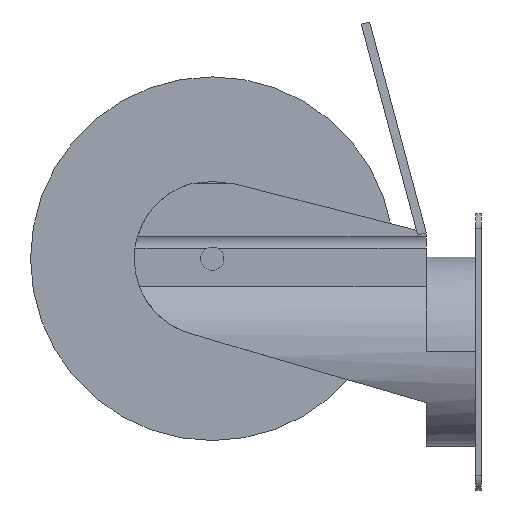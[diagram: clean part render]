
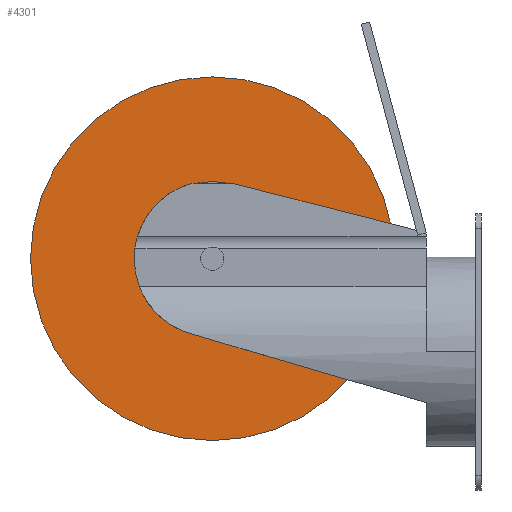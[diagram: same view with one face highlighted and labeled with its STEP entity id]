
A CAD part, left-side view. The second image highlights one B-rep face of the part: STEP entity #4301.
In plain terms, the highlighted planar face has unit normal (-1, 0, 0).
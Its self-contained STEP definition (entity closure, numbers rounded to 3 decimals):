
#3912=CARTESIAN_POINT('',(-18.5,0.,0.));
#3913=DIRECTION('',(-1.,0.,0.));
#3914=DIRECTION('',(0.,0.,-1.));
#3915=AXIS2_PLACEMENT_3D('',#3912,#3913,#3914);
#3920=CARTESIAN_POINT('',(-18.5,0.,0.));
#3921=DIRECTION('',(1.,0.,0.));
#3922=DIRECTION('',(0.,0.,-1.));
#3923=AXIS2_PLACEMENT_3D('',#3920,#3921,#3922);
#3928=CARTESIAN_POINT('',(-18.5,0.,0.));
#3929=DIRECTION('',(1.,0.,0.));
#3930=DIRECTION('',(0.,0.,-1.));
#3931=AXIS2_PLACEMENT_3D('',#3928,#3929,#3930);
#3950=CARTESIAN_POINT('',(-18.5,0.,0.));
#3951=DIRECTION('',(-1.,0.,0.));
#3952=DIRECTION('',(0.,0.,-1.));
#3953=AXIS2_PLACEMENT_3D('',#3950,#3951,#3952);
#4105=CARTESIAN_POINT('',(-18.5,0.,-62.5));
#4107=VERTEX_POINT('',#4105);
#4108=CARTESIAN_POINT('',(-18.5,0.,-26.5));
#4110=VERTEX_POINT('',#4108);
#4125=CARTESIAN_POINT('',(-18.5,0.,62.5));
#4127=VERTEX_POINT('',#4125);
#4128=CARTESIAN_POINT('',(-18.5,0.,26.5));
#4130=VERTEX_POINT('',#4128);
#4286=CARTESIAN_POINT('',(-18.5,0.,0.));
#4287=DIRECTION('',(1.,0.,0.));
#4288=DIRECTION('',(0.,0.,1.));
#4289=AXIS2_PLACEMENT_3D('',#4286,#4287,#4288);
#4290=PLANE('',#4289);
#4291=ORIENTED_EDGE('',*,*,#4279,.F.);
#4292=ORIENTED_EDGE('',*,*,#4268,.T.);
#4293=EDGE_LOOP('',(#4291,#4292));
#4294=FACE_OUTER_BOUND('',#4293,.F.);
#4296=ORIENTED_EDGE('',*,*,#4295,.F.);
#4298=ORIENTED_EDGE('',*,*,#4297,.T.);
#4299=EDGE_LOOP('',(#4296,#4298));
#4300=FACE_BOUND('',#4299,.F.);
#3916=CIRCLE('',#3915,62.5);
#3924=CIRCLE('',#3923,62.5);
#3932=CIRCLE('',#3931,26.5);
#3954=CIRCLE('',#3953,26.5);
#4268=EDGE_CURVE('',#4107,#4127,#3924,.T.);
#4279=EDGE_CURVE('',#4107,#4127,#3916,.T.);
#4295=EDGE_CURVE('',#4110,#4130,#3932,.T.);
#4297=EDGE_CURVE('',#4110,#4130,#3954,.T.);
#4301=ADVANCED_FACE('',(#4294,#4300),#4290,.F.);
